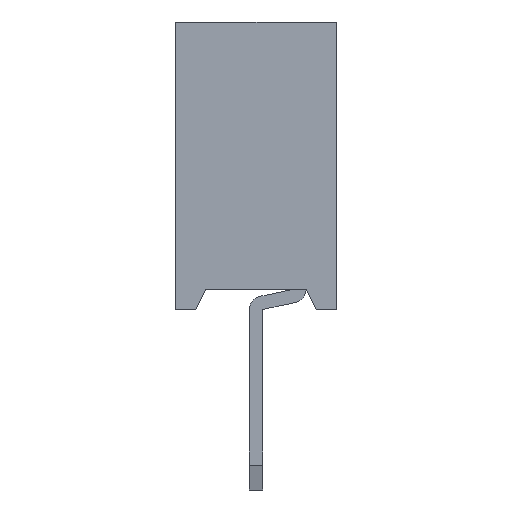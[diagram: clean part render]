
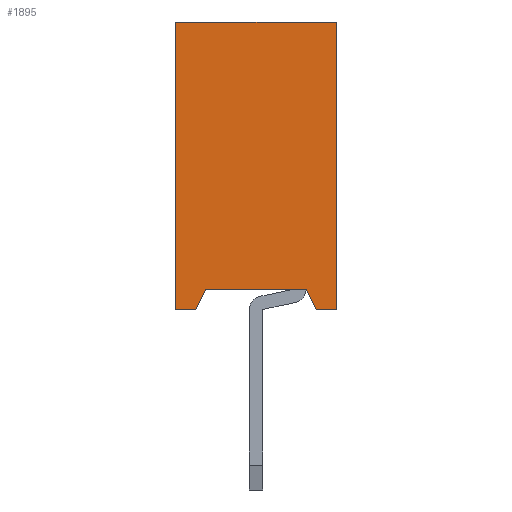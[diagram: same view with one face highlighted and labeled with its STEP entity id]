
A CAD part, left-side view. The second image highlights one B-rep face of the part: STEP entity #1895.
In plain terms, the highlighted planar face has unit normal (-1, 0, 0).
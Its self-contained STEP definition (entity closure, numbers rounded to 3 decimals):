
#1895=ADVANCED_FACE('',(#12814),#12816,.T.);
#12814=FACE_BOUND('',#12815,.T.);
#12815=EDGE_LOOP('',(#20987,#20988,#20989,#20990,#20991,#20992,#20993,#20994));
#12816=PLANE('',#12817);
#12817=AXIS2_PLACEMENT_3D('',#12818,#12819,#12820);
#12818=CARTESIAN_POINT('',(-1.,1.2,0.));
#12819=DIRECTION('',(-1.,0.,0.));
#12820=DIRECTION('',(0.,-1.,0.));
#20987=ORIENTED_EDGE('',*,*,#27202,.T.);
#20988=ORIENTED_EDGE('',*,*,#26887,.T.);
#20989=ORIENTED_EDGE('',*,*,#27203,.T.);
#20990=ORIENTED_EDGE('',*,*,#27204,.T.);
#20991=ORIENTED_EDGE('',*,*,#27205,.T.);
#20992=ORIENTED_EDGE('',*,*,#27206,.F.);
#20993=ORIENTED_EDGE('',*,*,#27207,.F.);
#20994=ORIENTED_EDGE('',*,*,#27167,.T.);
#26887=EDGE_CURVE('',#30243,#30241,#30244,.T.);
#27167=EDGE_CURVE('',#30779,#30777,#30780,.T.);
#27202=EDGE_CURVE('',#30777,#30243,#30821,.F.);
#27203=EDGE_CURVE('',#30241,#30822,#30823,.F.);
#27204=EDGE_CURVE('',#30822,#30824,#30825,.T.);
#27205=EDGE_CURVE('',#30824,#30826,#30827,.T.);
#27206=EDGE_CURVE('',#30828,#30826,#30829,.T.);
#27207=EDGE_CURVE('',#30779,#30828,#30830,.T.);
#30241=VERTEX_POINT('',#35846);
#30243=VERTEX_POINT('',#35850);
#30244=LINE('',#35851,#35852);
#30777=VERTEX_POINT('',#36942);
#30779=VERTEX_POINT('',#36946);
#30780=LINE('',#36947,#36948);
#30821=LINE('',#37058,#37059);
#30822=VERTEX_POINT('',#37061);
#30823=LINE('',#37062,#37063);
#30824=VERTEX_POINT('',#37065);
#30825=LINE('',#37066,#37067);
#30826=VERTEX_POINT('',#37069);
#30827=LINE('',#37070,#37071);
#30828=VERTEX_POINT('',#37073);
#30829=LINE('',#37074,#37075);
#30830=LINE('',#37077,#37078);
#35846=CARTESIAN_POINT('',(-1.,-0.75,0.3));
#35850=CARTESIAN_POINT('',(-1.,0.75,0.3));
#35851=CARTESIAN_POINT('',(-1.,0.75,0.3));
#35852=VECTOR('',#35853,1.);
#35853=DIRECTION('',(0.,-1.,0.));
#36942=CARTESIAN_POINT('',(-1.,0.9,0.));
#36946=CARTESIAN_POINT('',(-1.,1.2,0.));
#36947=CARTESIAN_POINT('',(-1.,1.2,0.));
#36948=VECTOR('',#36949,1.);
#36949=DIRECTION('',(0.,-1.,0.));
#37058=CARTESIAN_POINT('',(-1.,0.75,0.3));
#37059=VECTOR('',#37060,1.);
#37060=DIRECTION('',(0.,0.447,-0.894));
#37061=CARTESIAN_POINT('',(-1.,-0.9,0.));
#37062=CARTESIAN_POINT('',(-1.,-0.9,0.));
#37063=VECTOR('',#37064,1.);
#37064=DIRECTION('',(0.,0.447,0.894));
#37065=CARTESIAN_POINT('',(-1.,-1.2,0.));
#37066=CARTESIAN_POINT('',(-1.,-0.9,0.));
#37067=VECTOR('',#37068,1.);
#37068=DIRECTION('',(0.,-1.,0.));
#37069=CARTESIAN_POINT('',(-1.,-1.2,4.3));
#37070=CARTESIAN_POINT('',(-1.,-1.2,0.));
#37071=VECTOR('',#37072,1.);
#37072=DIRECTION('',(0.,0.,1.));
#37073=CARTESIAN_POINT('',(-1.,1.2,4.3));
#37074=CARTESIAN_POINT('',(-1.,1.2,4.3));
#37075=VECTOR('',#37076,1.);
#37076=DIRECTION('',(0.,-1.,0.));
#37077=CARTESIAN_POINT('',(-1.,1.2,0.));
#37078=VECTOR('',#37079,1.);
#37079=DIRECTION('',(0.,0.,1.));
